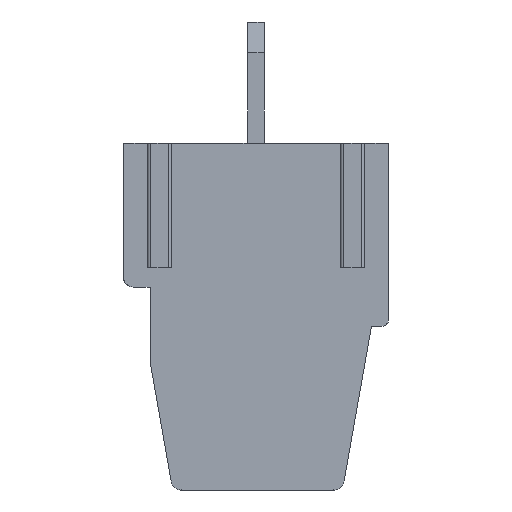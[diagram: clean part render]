
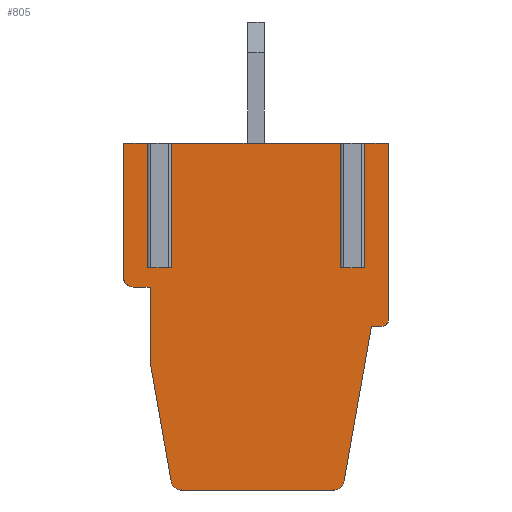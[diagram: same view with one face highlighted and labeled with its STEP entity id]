
A CAD part, front view. The second image highlights one B-rep face of the part: STEP entity #805.
In plain terms, the highlighted planar face has unit normal (0, -1, 0).
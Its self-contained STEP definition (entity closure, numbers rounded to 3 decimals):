
#805 = ADVANCED_FACE( '', ( #1843 ), #1844, .F. );
#1843 = FACE_OUTER_BOUND( '', #3141, .T. );
#1844 = PLANE( '', #3142 );
#3141 = EDGE_LOOP( '', ( #5507, #5508, #5509, #5510, #5511, #5512, #5513, #5514, #5515, #5516, #5517, #5518, #5519, #5520, #5521, #5522, #5523, #5524, #5525, #5526, #5527 ) );
#3142 = AXIS2_PLACEMENT_3D( '', #5528, #5529, #5530 );
#5507 = ORIENTED_EDGE( '', *, *, #8031, .F. );
#5508 = ORIENTED_EDGE( '', *, *, #8381, .T. );
#5509 = ORIENTED_EDGE( '', *, *, #8728, .T. );
#5510 = ORIENTED_EDGE( '', *, *, #8549, .T. );
#5511 = ORIENTED_EDGE( '', *, *, #8729, .F. );
#5512 = ORIENTED_EDGE( '', *, *, #8730, .T. );
#5513 = ORIENTED_EDGE( '', *, *, #8731, .T. );
#5514 = ORIENTED_EDGE( '', *, *, #8732, .T. );
#5515 = ORIENTED_EDGE( '', *, *, #8486, .T. );
#5516 = ORIENTED_EDGE( '', *, *, #8323, .F. );
#5517 = ORIENTED_EDGE( '', *, *, #8733, .F. );
#5518 = ORIENTED_EDGE( '', *, *, #8614, .F. );
#5519 = ORIENTED_EDGE( '', *, *, #8734, .T. );
#5520 = ORIENTED_EDGE( '', *, *, #8735, .T. );
#5521 = ORIENTED_EDGE( '', *, *, #8736, .T. );
#5522 = ORIENTED_EDGE( '', *, *, #8737, .F. );
#5523 = ORIENTED_EDGE( '', *, *, #8738, .F. );
#5524 = ORIENTED_EDGE( '', *, *, #8739, .T. );
#5525 = ORIENTED_EDGE( '', *, *, #8740, .T. );
#5526 = ORIENTED_EDGE( '', *, *, #8741, .T. );
#5527 = ORIENTED_EDGE( '', *, *, #8499, .T. );
#5528 = CARTESIAN_POINT( '', ( -76.702, -10.2, -4.395 ) );
#5529 = DIRECTION( '', ( 0., 1., 0. ) );
#5530 = DIRECTION( '', ( -1., 0., 0. ) );
#8031 = EDGE_CURVE( '', #9751, #9753, #9754, .T. );
#8323 = EDGE_CURVE( '', #10250, #10253, #10254, .T. );
#8381 = EDGE_CURVE( '', #9751, #10343, #10346, .F. );
#8486 = EDGE_CURVE( '', #10508, #10253, #10509, .F. );
#8499 = EDGE_CURVE( '', #10525, #9753, #10528, .T. );
#8549 = EDGE_CURVE( '', #10596, #10600, #10602, .T. );
#8614 = EDGE_CURVE( '', #10697, #10695, #10699, .T. );
#8728 = EDGE_CURVE( '', #10343, #10596, #10873, .T. );
#8729 = EDGE_CURVE( '', #10874, #10600, #10875, .T. );
#8730 = EDGE_CURVE( '', #10874, #10876, #10877, .F. );
#8731 = EDGE_CURVE( '', #10876, #10878, #10879, .T. );
#8732 = EDGE_CURVE( '', #10878, #10508, #10880, .T. );
#8733 = EDGE_CURVE( '', #10695, #10250, #10881, .T. );
#8734 = EDGE_CURVE( '', #10697, #10882, #10883, .F. );
#8735 = EDGE_CURVE( '', #10882, #10884, #10885, .T. );
#8736 = EDGE_CURVE( '', #10884, #10886, #10887, .F. );
#8737 = EDGE_CURVE( '', #10888, #10886, #10889, .T. );
#8738 = EDGE_CURVE( '', #10890, #10888, #10891, .T. );
#8739 = EDGE_CURVE( '', #10890, #10892, #10893, .F. );
#8740 = EDGE_CURVE( '', #10892, #10894, #10895, .T. );
#8741 = EDGE_CURVE( '', #10894, #10525, #10896, .T. );
#9751 = VERTEX_POINT( '', #12241 );
#9753 = VERTEX_POINT( '', #12243 );
#9754 = LINE( '', #12244, #12245 );
#10250 = VERTEX_POINT( '', #12989 );
#10253 = VERTEX_POINT( '', #12993 );
#10254 = LINE( '', #12994, #12995 );
#10343 = VERTEX_POINT( '', #13131 );
#10346 = LINE( '', #13134, #13135 );
#10508 = VERTEX_POINT( '', #13378 );
#10509 = CIRCLE( '', #13379, 0.298 );
#10525 = VERTEX_POINT( '', #13402 );
#10528 = LINE( '', #13406, #13407 );
#10596 = VERTEX_POINT( '', #13507 );
#10600 = VERTEX_POINT( '', #13512 );
#10602 = LINE( '', #13514, #13515 );
#10695 = VERTEX_POINT( '', #13649 );
#10697 = VERTEX_POINT( '', #13652 );
#10699 = LINE( '', #13655, #13656 );
#10873 = LINE( '', #13904, #13905 );
#10874 = VERTEX_POINT( '', #13906 );
#10875 = LINE( '', #13907, #13908 );
#10876 = VERTEX_POINT( '', #13909 );
#10877 = LINE( '', #13910, #13911 );
#10878 = VERTEX_POINT( '', #13912 );
#10879 = LINE( '', #13913, #13914 );
#10880 = LINE( '', #13915, #13916 );
#10881 = LINE( '', #13917, #13918 );
#10882 = VERTEX_POINT( '', #13919 );
#10883 = CIRCLE( '', #13920, 0.298 );
#10884 = VERTEX_POINT( '', #13921 );
#10885 = LINE( '', #13922, #13923 );
#10886 = VERTEX_POINT( '', #13924 );
#10887 = CIRCLE( '', #13925, 0.298 );
#10888 = VERTEX_POINT( '', #13926 );
#10889 = LINE( '', #13927, #13928 );
#10890 = VERTEX_POINT( '', #13929 );
#10891 = LINE( '', #13930, #13931 );
#10892 = VERTEX_POINT( '', #13932 );
#10893 = CIRCLE( '', #13933, 0.198 );
#10894 = VERTEX_POINT( '', #13934 );
#10895 = LINE( '', #13935, #13936 );
#10896 = LINE( '', #13937, #13938 );
#12241 = CARTESIAN_POINT( '', ( -70.37, -10.2, -3.8 ) );
#12243 = CARTESIAN_POINT( '', ( -69.63, -10.2, -3.8 ) );
#12244 = CARTESIAN_POINT( '', ( -70.32, -10.2, -3.8 ) );
#12245 = VECTOR( '', #15312, 1000. );
#12989 = CARTESIAN_POINT( '', ( -76.186, -10.2, -4.395 ) );
#12993 = CARTESIAN_POINT( '', ( -76.702, -10.2, -4.395 ) );
#12994 = CARTESIAN_POINT( '', ( -76.186, -10.2, -4.395 ) );
#12995 = VECTOR( '', #15571, 1000. );
#13131 = CARTESIAN_POINT( '', ( -70.37, -10.2, 0. ) );
#13134 = CARTESIAN_POINT( '', ( -70.37, -10.2, 0. ) );
#13135 = VECTOR( '', #15618, 1000. );
#13378 = CARTESIAN_POINT( '', ( -77., -10.2, -4.098 ) );
#13379 = AXIS2_PLACEMENT_3D( '', #15707, #15708, #15709 );
#13402 = CARTESIAN_POINT( '', ( -69.63, -10.2, 0. ) );
#13406 = CARTESIAN_POINT( '', ( -69.63, -10.2, 0. ) );
#13407 = VECTOR( '', #15721, 1000. );
#13507 = CARTESIAN_POINT( '', ( -75.53, -10.2, 0. ) );
#13512 = CARTESIAN_POINT( '', ( -75.53, -10.2, -3.8 ) );
#13514 = CARTESIAN_POINT( '', ( -75.53, -10.2, 0. ) );
#13515 = VECTOR( '', #15764, 1000. );
#13649 = CARTESIAN_POINT( '', ( -76.186, -10.2, -6.704 ) );
#13652 = CARTESIAN_POINT( '', ( -75.549, -10.2, -10.317 ) );
#13655 = CARTESIAN_POINT( '', ( -75.502, -10.2, -10.587 ) );
#13656 = VECTOR( '', #15826, 1000. );
#13904 = CARTESIAN_POINT( '', ( -73.503, -10.2, 0. ) );
#13905 = VECTOR( '', #15942, 1000. );
#13906 = CARTESIAN_POINT( '', ( -76.27, -10.2, -3.8 ) );
#13907 = CARTESIAN_POINT( '', ( -76.22, -10.2, -3.8 ) );
#13908 = VECTOR( '', #15943, 1000. );
#13909 = CARTESIAN_POINT( '', ( -76.27, -10.2, 0. ) );
#13910 = CARTESIAN_POINT( '', ( -76.27, -10.2, 0. ) );
#13911 = VECTOR( '', #15944, 1000. );
#13912 = CARTESIAN_POINT( '', ( -77., -10.2, 0. ) );
#13913 = CARTESIAN_POINT( '', ( -73.503, -10.2, 0. ) );
#13914 = VECTOR( '', #15945, 1000. );
#13915 = CARTESIAN_POINT( '', ( -77., -10.2, 0. ) );
#13916 = VECTOR( '', #15946, 1000. );
#13917 = CARTESIAN_POINT( '', ( -76.186, -10.2, -6.704 ) );
#13918 = VECTOR( '', #15947, 1000. );
#13919 = CARTESIAN_POINT( '', ( -75.252, -10.2, -10.6 ) );
#13920 = AXIS2_PLACEMENT_3D( '', #15948, #15949, #15950 );
#13921 = CARTESIAN_POINT( '', ( -70.552, -10.2, -10.6 ) );
#13922 = CARTESIAN_POINT( '', ( -72.902, -10.2, -10.6 ) );
#13923 = VECTOR( '', #15951, 1000. );
#13924 = CARTESIAN_POINT( '', ( -70.255, -10.2, -10.317 ) );
#13925 = AXIS2_PLACEMENT_3D( '', #15952, #15953, #15954 );
#13926 = CARTESIAN_POINT( '', ( -69.423, -10.2, -5.596 ) );
#13927 = CARTESIAN_POINT( '', ( -69.423, -10.2, -5.596 ) );
#13928 = VECTOR( '', #15955, 1000. );
#13929 = CARTESIAN_POINT( '', ( -69.102, -10.2, -5.596 ) );
#13930 = CARTESIAN_POINT( '', ( -68.904, -10.2, -5.596 ) );
#13931 = VECTOR( '', #15956, 1000. );
#13932 = CARTESIAN_POINT( '', ( -68.904, -10.2, -5.398 ) );
#13933 = AXIS2_PLACEMENT_3D( '', #15957, #15958, #15959 );
#13934 = CARTESIAN_POINT( '', ( -68.904, -10.2, 0. ) );
#13935 = CARTESIAN_POINT( '', ( -68.904, -10.2, 0. ) );
#13936 = VECTOR( '', #15960, 1000. );
#13937 = CARTESIAN_POINT( '', ( -73.503, -10.2, 0. ) );
#13938 = VECTOR( '', #15961, 1000. );
#15312 = DIRECTION( '', ( 1., 0., 0. ) );
#15571 = DIRECTION( '', ( -1., 0., 0. ) );
#15618 = DIRECTION( '', ( 0., 0., -1. ) );
#15707 = CARTESIAN_POINT( '', ( -76.702, -10.2, -4.098 ) );
#15708 = DIRECTION( '', ( 0., 1., 0. ) );
#15709 = DIRECTION( '', ( 0., 0., 1. ) );
#15721 = DIRECTION( '', ( 0., 0., -1. ) );
#15764 = DIRECTION( '', ( 0., 0., -1. ) );
#15826 = DIRECTION( '', ( -0.174, 0., 0.985 ) );
#15942 = DIRECTION( '', ( -1., 0., 0. ) );
#15943 = DIRECTION( '', ( 1., 0., 0. ) );
#15944 = DIRECTION( '', ( 0., 0., -1. ) );
#15945 = DIRECTION( '', ( -1., 0., 0. ) );
#15946 = DIRECTION( '', ( 0., 0., -1. ) );
#15947 = DIRECTION( '', ( 0., 0., 1. ) );
#15948 = CARTESIAN_POINT( '', ( -75.252, -10.2, -10.302 ) );
#15949 = DIRECTION( '', ( 0., 1., 0. ) );
#15950 = DIRECTION( '', ( 0., 0., 1. ) );
#15951 = DIRECTION( '', ( 1., 0., 0. ) );
#15952 = CARTESIAN_POINT( '', ( -70.552, -10.2, -10.302 ) );
#15953 = DIRECTION( '', ( 0., 1., 0. ) );
#15954 = DIRECTION( '', ( 0., 0., 1. ) );
#15955 = DIRECTION( '', ( -0.174, 0., -0.985 ) );
#15956 = DIRECTION( '', ( -1., 0., 0. ) );
#15957 = CARTESIAN_POINT( '', ( -69.102, -10.2, -5.398 ) );
#15958 = DIRECTION( '', ( 0., 1., 0. ) );
#15959 = DIRECTION( '', ( 0., 0., 1. ) );
#15960 = DIRECTION( '', ( 0., 0., 1. ) );
#15961 = DIRECTION( '', ( -1., 0., 0. ) );
